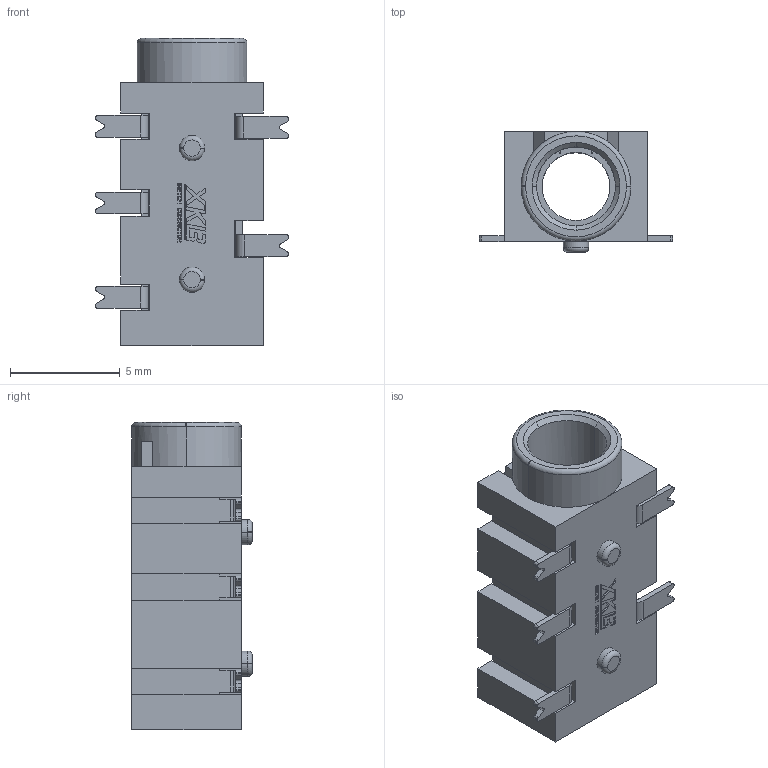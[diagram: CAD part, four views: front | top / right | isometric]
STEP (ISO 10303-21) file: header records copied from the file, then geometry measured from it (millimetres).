
FILE_DESCRIPTION(('STEP AP214'),'1');
FILE_NAME('pj-327f-smt.stp','2021-03-25T09:30:10',('TraceParts'),('TraceParts S.A.'),'Spatial InterOp 3D',' ',' ');
FILE_SCHEMA(('AUTOMOTIVE_DESIGN { 1 0 10303 214 1 1 1 1 }'));
Length unit declared in the file: millimetre
Products named in the file (1): pj-327f-smt
Bounding box: 8.8 x 5.5 x 14 mm (x, y, z)
Volume: 268.6 mm3; surface area: 766.9 mm2
Topology: 1 solids, 1 shells, 685 faces, 1980 edges, 1308 vertices
Faces by surface type: plane 612, cylinder 57, torus 12, cone 4
Entity records: 22197 total; most frequent: CARTESIAN_POINT 3990, ORIENTED_EDGE 3960, DIRECTION 3506, EDGE_CURVE 1980, LINE 1822, VECTOR 1822, VERTEX_POINT 1308, AXIS2_PLACEMENT_3D 842
